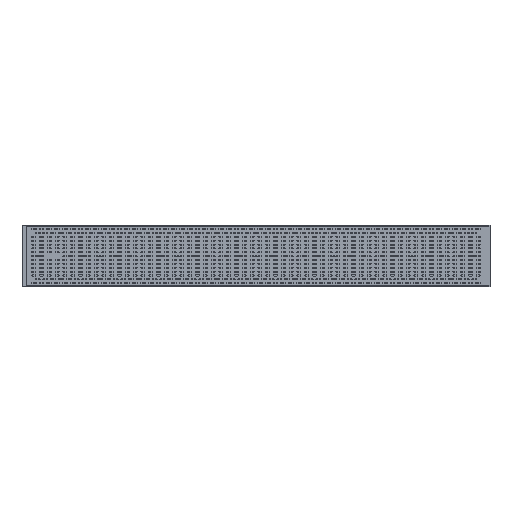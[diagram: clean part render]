
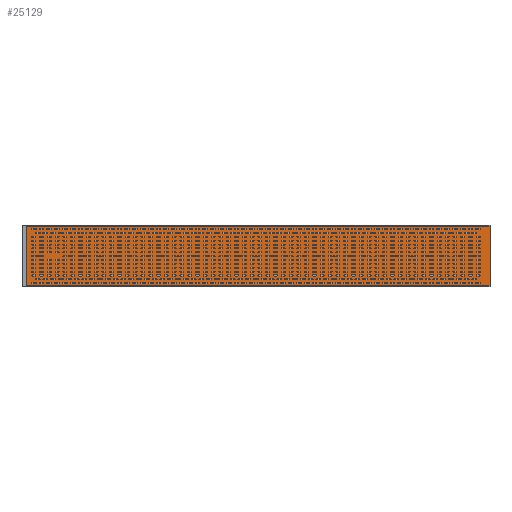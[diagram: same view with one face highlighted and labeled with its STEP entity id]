
A CAD part, top view. The second image highlights one B-rep face of the part: STEP entity #25129.
In plain terms, the highlighted planar face has unit normal (0, 0, 1).
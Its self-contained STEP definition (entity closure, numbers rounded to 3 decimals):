
#3107=FACE_OUTER_BOUND('',#4176,.T.);
#4176=EDGE_LOOP('',(#19782,#19783,#19784,#19785));
#7294=LINE('',#37680,#9399);
#7299=LINE('',#37693,#9404);
#7300=LINE('',#37695,#9405);
#7301=LINE('',#37696,#9406);
#9399=VECTOR('',#29327,1.);
#9404=VECTOR('',#29338,1.);
#9405=VECTOR('',#29339,1.);
#9406=VECTOR('',#29340,1.);
#11504=VERTEX_POINT('',#37677);
#11505=VERTEX_POINT('',#37679);
#11510=VERTEX_POINT('',#37692);
#11511=VERTEX_POINT('',#37694);
#15615=EDGE_CURVE('',#11505,#11504,#7294,.T.);
#15621=EDGE_CURVE('',#11505,#11510,#7299,.T.);
#15622=EDGE_CURVE('',#11504,#11511,#7300,.T.);
#15623=EDGE_CURVE('',#11511,#11510,#7301,.F.);
#19782=ORIENTED_EDGE('',*,*,#15621,.F.);
#19783=ORIENTED_EDGE('',*,*,#15615,.T.);
#19784=ORIENTED_EDGE('',*,*,#15622,.T.);
#19785=ORIENTED_EDGE('',*,*,#15623,.T.);
#24081=PLANE('',#26201);
#25129=ADVANCED_FACE('',(#3107),#24081,.T.);
#26201=AXIS2_PLACEMENT_3D('',#37691,#29336,#29337);
#29327=DIRECTION('',(0.,-1.,0.));
#29336=DIRECTION('center_axis',(0.,0.,1.));
#29337=DIRECTION('ref_axis',(0.,-1.,0.));
#29338=DIRECTION('',(1.,0.,0.));
#29339=DIRECTION('',(1.,0.,0.));
#29340=DIRECTION('',(0.,-1.,0.));
#37677=CARTESIAN_POINT('',(-20.426,-135.772,-37.6));
#37679=CARTESIAN_POINT('',(-20.426,260.428,-37.6));
#37680=CARTESIAN_POINT('',(-20.426,63.328,-37.6));
#37691=CARTESIAN_POINT('Origin',(1478.674,260.428,-37.6));
#37692=CARTESIAN_POINT('',(2978.674,260.428,-37.6));
#37693=CARTESIAN_POINT('',(1478.674,260.428,-37.6));
#37694=CARTESIAN_POINT('',(2978.674,-135.772,-37.6));
#37695=CARTESIAN_POINT('',(729.174,-135.772,-37.6));
#37696=CARTESIAN_POINT('',(2978.674,63.328,-37.6));
